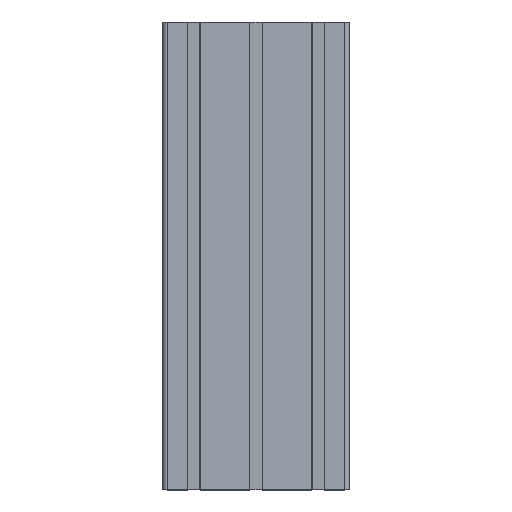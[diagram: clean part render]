
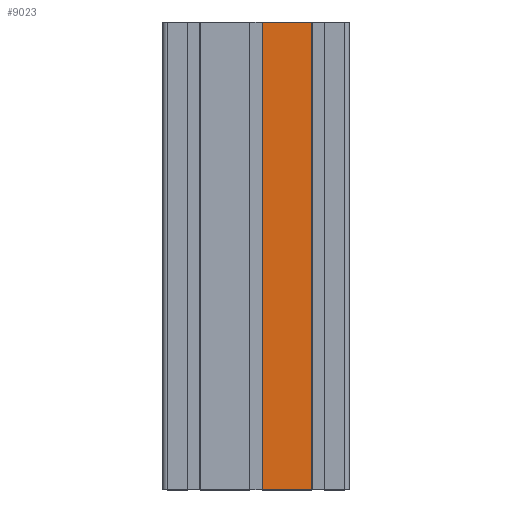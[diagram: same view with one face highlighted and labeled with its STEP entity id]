
A CAD part, top view. The second image highlights one B-rep face of the part: STEP entity #9023.
In plain terms, the highlighted face is planar.
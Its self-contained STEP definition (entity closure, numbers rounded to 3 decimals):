
#8 = ORIENTED_EDGE ( 'NONE', *, *, #9392, .F. ) ;
#12 = ORIENTED_EDGE ( 'NONE', *, *, #9394, .T. ) ;
#13 = ORIENTED_EDGE ( 'NONE', *, *, #9400, .T. ) ;
#39 = ORIENTED_EDGE ( 'NONE', *, *, #9435, .F. ) ;
#582 = CARTESIAN_POINT ( 'NONE',  ( -35.9, 60., 0. ) ) ;
#587 = CARTESIAN_POINT ( 'NONE',  ( -4.1, 60., -300. ) ) ;
#591 = CARTESIAN_POINT ( 'NONE',  ( -35.9, 60., -300. ) ) ;
#600 = CARTESIAN_POINT ( 'NONE',  ( -4.1, 60., 0. ) ) ;
#1299 = DIRECTION ( 'NONE',  ( 0., 0., 1. ) ) ;
#1301 = PLANE ( 'NONE',  #3441 ) ;
#1302 = CARTESIAN_POINT ( 'NONE',  ( -4.1, 60., -300. ) ) ;
#1323 = DIRECTION ( 'NONE',  ( 0., 1., 0. ) ) ;
#1338 = FACE_OUTER_BOUND ( 'NONE', #5203, .T. ) ;
#2667 = VECTOR ( 'NONE', #6368, 1000. ) ;
#2701 = VECTOR ( 'NONE', #6410, 1000. ) ;
#2758 = VECTOR ( 'NONE', #6437, 1000. ) ;
#2763 = VECTOR ( 'NONE', #6537, 1000. ) ;
#3441 = AXIS2_PLACEMENT_3D ( 'NONE', #1302, #1323, #1299 ) ;
#4832 = VERTEX_POINT ( 'NONE', #591 ) ;
#4843 = VERTEX_POINT ( 'NONE', #582 ) ;
#4856 = VERTEX_POINT ( 'NONE', #587 ) ;
#4873 = VERTEX_POINT ( 'NONE', #600 ) ;
#5203 = EDGE_LOOP ( 'NONE', ( #39, #8, #12, #13 ) ) ;
#6368 = DIRECTION ( 'NONE',  ( -1., 0., 0. ) ) ;
#6370 = CARTESIAN_POINT ( 'NONE',  ( -4.1, 60., -300. ) ) ;
#6372 = LINE ( 'NONE', #6370, #2701 ) ;
#6376 = LINE ( 'NONE', #6398, #2667 ) ;
#6398 = CARTESIAN_POINT ( 'NONE',  ( -4.1, 60., -300. ) ) ;
#6410 = DIRECTION ( 'NONE',  ( 0., 0., 1. ) ) ;
#6433 = LINE ( 'NONE', #6455, #2758 ) ;
#6437 = DIRECTION ( 'NONE',  ( 0., 0., 1. ) ) ;
#6455 = CARTESIAN_POINT ( 'NONE',  ( -35.9, 60., -300. ) ) ;
#6515 = LINE ( 'NONE', #6536, #2763 ) ;
#6536 = CARTESIAN_POINT ( 'NONE',  ( -4.1, 60., 0. ) ) ;
#6537 = DIRECTION ( 'NONE',  ( -1., 0., 0. ) ) ;
#9023 = ADVANCED_FACE ( 'PLANAR_8', ( #1338 ), #1301, .T. ) ;
#9392 = EDGE_CURVE ( 'NONE', #4856, #4873, #6372, .T. ) ;
#9394 = EDGE_CURVE ( 'NONE', #4856, #4832, #6376, .T. ) ;
#9400 = EDGE_CURVE ( 'NONE', #4832, #4843, #6433, .T. ) ;
#9435 = EDGE_CURVE ( 'NONE', #4873, #4843, #6515, .T. ) ;
